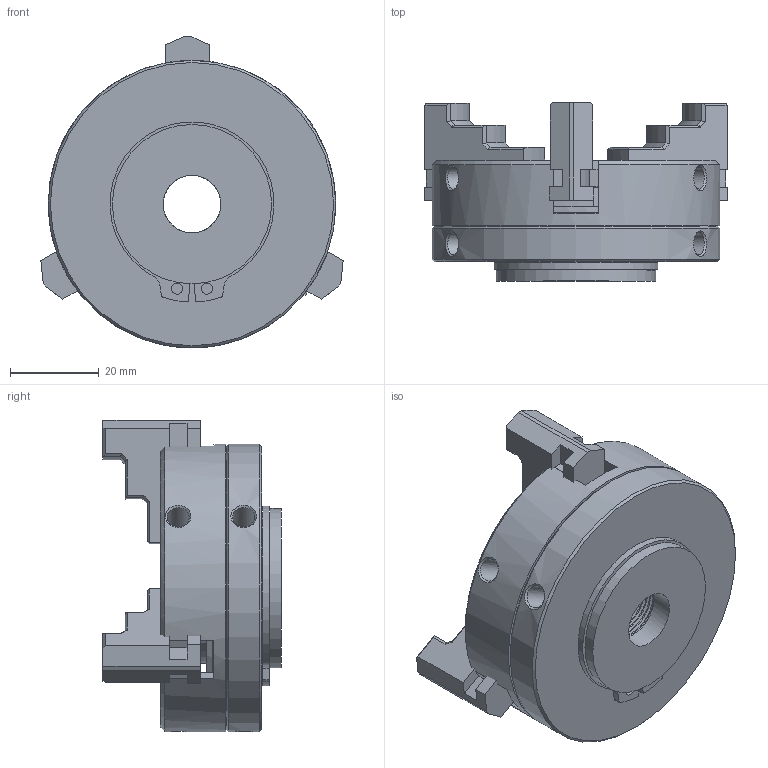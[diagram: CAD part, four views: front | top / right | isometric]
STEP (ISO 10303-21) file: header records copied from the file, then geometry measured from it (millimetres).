
FILE_DESCRIPTION(/* description */ (' '),/* implementation_level */ '2;1');
FILE_NAME(/* name */ 'uchwyt trojszczekowy.stp',/* time_stamp */ '2024-01-28T16:37:03+01:00',/* author */ ('micha'),/* organization */ (''),/* preprocessor_version */ 'ST-DEVELOPER v19.2',/* originating_system */ 'Autodesk Inventor 2024',/* authorisation */ '');
FILE_SCHEMA (('AUTOMOTIVE_DESIGN { 1 0 10303 214 3 1 1 }'));
Length unit declared in the file: millimetre
Products named in the file (7): 3 jaw chuck mini lathe_step; Chuck; Jaw_1; base; Jaw_3; Jaw_2; 98541A143_External Retaining Ring
Assembly tree (6 placements, depth 2):
  3 jaw chuck mini lathe_step
    Chuck
    Jaw_1
    base
    Jaw_3
    Jaw_2
    98541A143_External Retaining Ring
Bounding box: 68.33 x 40.25 x 70.49 mm (x, y, z)
Volume: 74366.5 mm3; surface area: 32766.4 mm2
Topology: 6 solids, 6 shells, 287 faces, 812 edges, 539 vertices
Faces by surface type: plane 168, cylinder 93, bspline 13, cone 13
Full cylindrical faces by diameter (mm): 2.5 x2, 5 x6, 13.036 x10, 14.152 x9, 34 x1, 34.5 x1, 36 x1, 59.6 x1, 60 x1, 65 x2
Entity records: 23226 total; most frequent: CARTESIAN_POINT 15530, ORIENTED_EDGE 1624, DIRECTION 1501, EDGE_CURVE 812, VERTEX_POINT 539, AXIS2_PLACEMENT_3D 524, LINE 453, VECTOR 453
